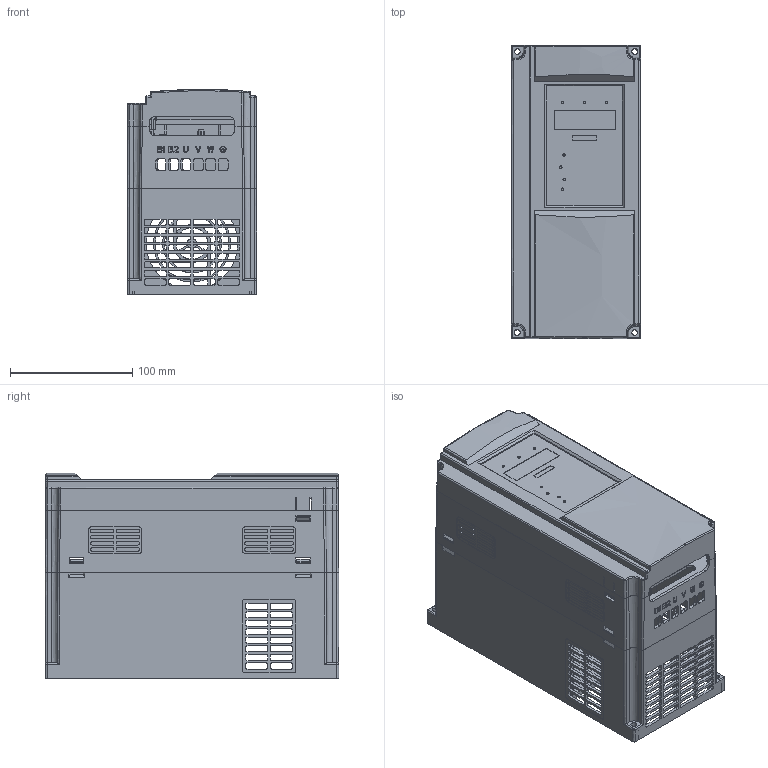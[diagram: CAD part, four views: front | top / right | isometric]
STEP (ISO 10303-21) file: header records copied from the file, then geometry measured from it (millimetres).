
FILE_DESCRIPTION (( 'STEP AP214' ), '1' );
FILE_NAME ('AT20-7.5KW~11KW_2.STEP', '2025-10-23T12:29:59', ( 'KTP' ), ( '' ), 'SwSTEP 2.0', 'SolidWorks 2021', '' );
FILE_SCHEMA (( 'AUTOMOTIVE_DESIGN' ));
Length unit declared in the file: millimetre
Products named in the file (3): AT20-7.5KW~11KW_5; AT20-7.5KW~11KW_2; AT20-7.5KW~11KW_4
Assembly tree (2 placements, depth 2):
  AT20-7.5KW~11KW_2
    AT20-7.5KW~11KW_4
    AT20-7.5KW~11KW_5
Bounding box: 106.03 x 240.02 x 168.34 mm (x, y, z)
Volume: 427971.4 mm3; surface area: 399061 mm2
Topology: 12 solids, 12 shells, 3518 faces, 9919 edges, 6561 vertices
Faces by surface type: plane 2453, bspline 1065
Entity records: 162408 total; most frequent: CARTESIAN_POINT 84314, ORIENTED_EDGE 19772, EDGE_CURVE 9886, DIRECTION 9615, VERTEX_POINT 6561, B_SPLINE_CURVE_WITH_KNOTS 5003, LINE 4655, VECTOR 4655
